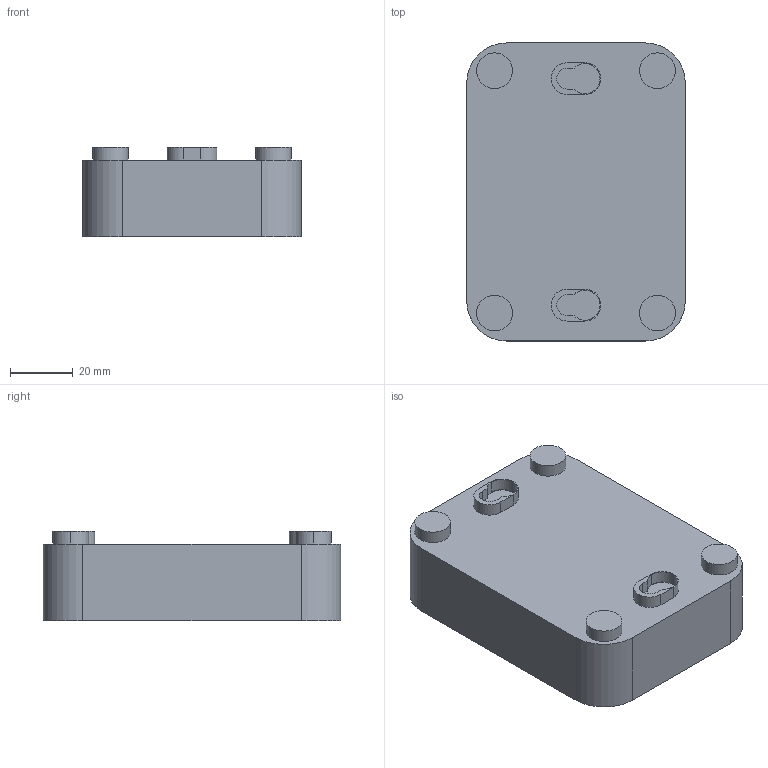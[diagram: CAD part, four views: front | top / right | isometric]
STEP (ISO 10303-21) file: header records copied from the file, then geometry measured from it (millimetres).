
FILE_DESCRIPTION (( 'STEP AP214' ), '1' );
FILE_NAME ('om5p-ac router.STEP', '2019-01-25T23:56:32', ( '' ), ( '' ), 'SwSTEP 2.0', 'SolidWorks 2018', '' );
FILE_SCHEMA (( 'AUTOMOTIVE_DESIGN' ));
Length unit declared in the file: inch
Products named in the file (1): om5p-ac router
Bounding box: 69.85 x 95.25 x 28.57 mm (x, y, z)
Volume: 161673.7 mm3; surface area: 21832.8 mm2
Topology: 1 solids, 1 shells, 46 faces, 108 edges, 72 vertices
Faces by surface type: cylinder 24, plane 22
Entity records: 1380 total; most frequent: DIRECTION 250, CARTESIAN_POINT 227, ORIENTED_EDGE 216, EDGE_CURVE 108, AXIS2_PLACEMENT_3D 95, VERTEX_POINT 72, VECTOR 60, LINE 60
